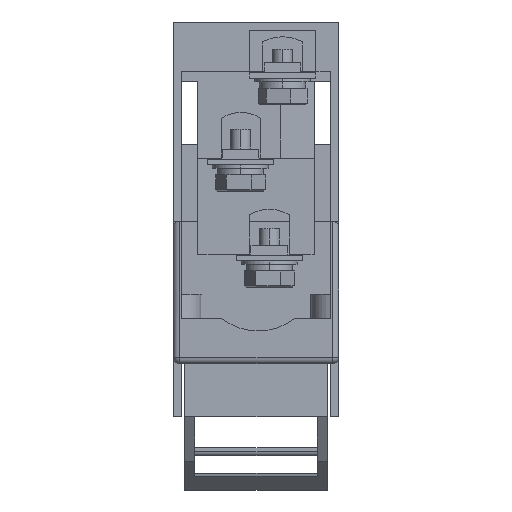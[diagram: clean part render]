
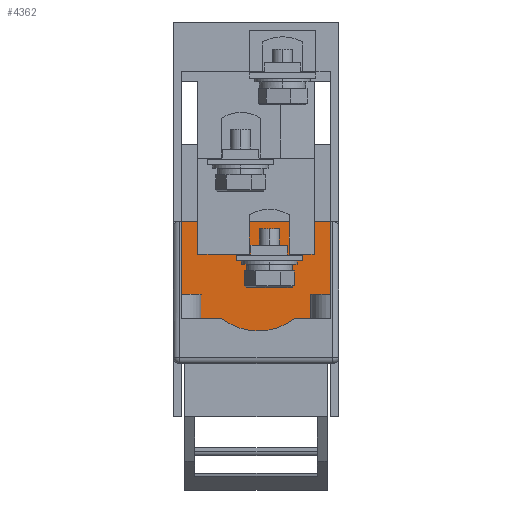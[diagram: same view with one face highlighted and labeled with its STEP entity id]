
A CAD part, left-side view. The second image highlights one B-rep face of the part: STEP entity #4362.
In plain terms, the highlighted face is planar.
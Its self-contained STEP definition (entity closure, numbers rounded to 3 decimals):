
#276 = CARTESIAN_POINT ( 'NONE',  ( 98.804, 22.5, 40.5 ) ) ;
#610 = VECTOR ( 'NONE', #11625, 1000. ) ;
#636 = CARTESIAN_POINT ( 'NONE',  ( 98.804, 22.5, 40.5 ) ) ;
#777 = DIRECTION ( 'NONE',  ( 0., 0., 1. ) ) ;
#904 = CARTESIAN_POINT ( 'NONE',  ( 98.804, 22.5, 0. ) ) ;
#1848 = ORIENTED_EDGE ( 'NONE', *, *, #3454, .T. ) ;
#2032 = DIRECTION ( 'NONE',  ( 0., 1., 0. ) ) ;
#3454 = EDGE_CURVE ( 'NONE', #10351, #9569, #3742, .T. ) ;
#3742 = LINE ( 'NONE', #904, #10087 ) ;
#4028 = EDGE_LOOP ( 'NONE', ( #9741, #5481, #1848, #8166 ) ) ;
#4282 = VECTOR ( 'NONE', #9958, 1000. ) ;
#4329 = VERTEX_POINT ( 'NONE', #636 ) ;
#4362 = ADVANCED_FACE ( 'NONE', ( #11117 ), #10709, .F. ) ;
#4681 = EDGE_CURVE ( 'NONE', #11584, #10351, #12468, .T. ) ;
#4988 = CARTESIAN_POINT ( 'NONE',  ( 98.804, -22.5, 0. ) ) ;
#5137 = LINE ( 'NONE', #276, #4282 ) ;
#5481 = ORIENTED_EDGE ( 'NONE', *, *, #4681, .T. ) ;
#6724 = EDGE_CURVE ( 'NONE', #4329, #9569, #13685, .T. ) ;
#7265 = AXIS2_PLACEMENT_3D ( 'NONE', #13901, #9661, #777 ) ;
#8166 = ORIENTED_EDGE ( 'NONE', *, *, #6724, .F. ) ;
#8292 = CARTESIAN_POINT ( 'NONE',  ( 98.804, -22.5, 40.5 ) ) ;
#9513 = CARTESIAN_POINT ( 'NONE',  ( 98.804, 22.5, 0. ) ) ;
#9569 = VERTEX_POINT ( 'NONE', #9513 ) ;
#9661 = DIRECTION ( 'NONE',  ( -1., 0., 0. ) ) ;
#9741 = ORIENTED_EDGE ( 'NONE', *, *, #10261, .F. ) ;
#9958 = DIRECTION ( 'NONE',  ( 0., 1., 0. ) ) ;
#10087 = VECTOR ( 'NONE', #2032, 1000. ) ;
#10261 = EDGE_CURVE ( 'NONE', #11584, #4329, #5137, .T. ) ;
#10351 = VERTEX_POINT ( 'NONE', #4988 ) ;
#10591 = VECTOR ( 'NONE', #13006, 1000. ) ;
#10709 = PLANE ( 'NONE',  #7265 ) ;
#11117 = FACE_OUTER_BOUND ( 'NONE', #4028, .T. ) ;
#11584 = VERTEX_POINT ( 'NONE', #8292 ) ;
#11625 = DIRECTION ( 'NONE',  ( 0., 0., -1. ) ) ;
#12468 = LINE ( 'NONE', #14028, #10591 ) ;
#13006 = DIRECTION ( 'NONE',  ( 0., 0., -1. ) ) ;
#13685 = LINE ( 'NONE', #13730, #610 ) ;
#13730 = CARTESIAN_POINT ( 'NONE',  ( 98.804, 22.5, 22. ) ) ;
#13901 = CARTESIAN_POINT ( 'NONE',  ( 98.804, 22.5, 22. ) ) ;
#14028 = CARTESIAN_POINT ( 'NONE',  ( 98.804, -22.5, 22. ) ) ;
